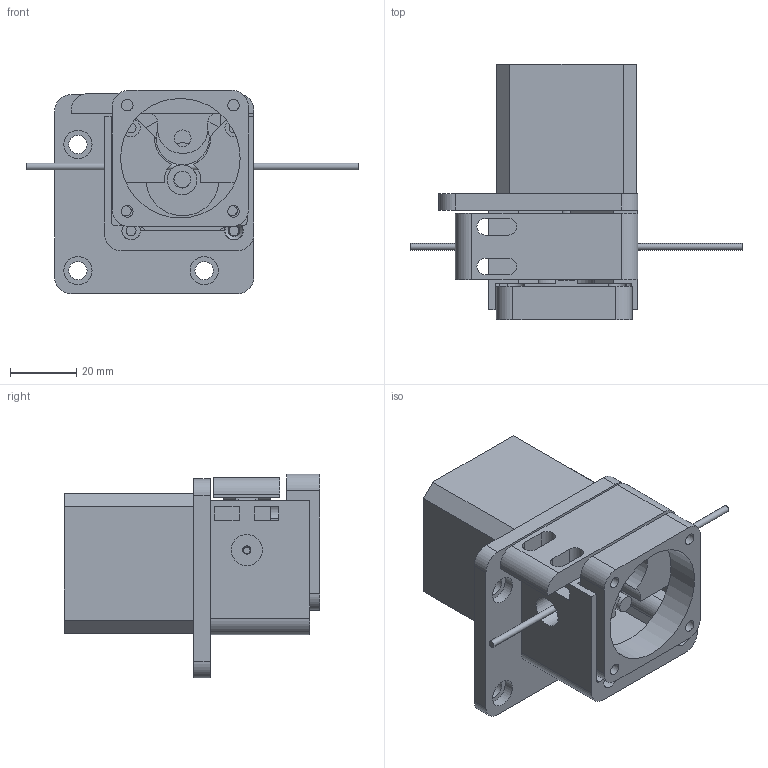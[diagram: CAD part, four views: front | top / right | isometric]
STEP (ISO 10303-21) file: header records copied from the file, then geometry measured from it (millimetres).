
FILE_DESCRIPTION(('FreeCAD Model'),'2;1');
FILE_NAME( 'extrusor.step', '2014-09-07T22:38:04',('FreeCAD'),('FreeCAD'), 'Open CASCADE STEP processor 6.7','FreeCAD','Unknown');
FILE_SCHEMA(('AUTOMOTIVE_DESIGN_CC2 { 1 2 10303 214 -1 1 5 4 }'));
Length unit declared in the file: millimetre
Products named in the file (8): 625ZZ; mk009; ventilador40mm; refinado002; Filamento; refinado; refinado001; NEMA17
Bounding box: 100 x 77 x 61.35 mm (x, y, z)
Volume: 118333 mm3; surface area: 40156.6 mm2
Topology: 8 solids, 8 shells, 203 faces, 529 edges, 353 vertices
Faces by surface type: plane 115, cylinder 82, bspline 3, cone 2, torus 1
Full cylindrical faces by diameter (mm): 2 x1, 2.5 x2, 3 x11, 3.5 x9, 5 x5, 5.5 x7, 8.5 x3, 9 x2, 9.4 x1, 16 x1, 22 x1, 36 x1
Entity records: 17125 total; most frequent: CARTESIAN_POINT 6360, DIRECTION 1953, LINE 1144, VECTOR 1144, ORIENTED_EDGE 1058, PCURVE 1058, DEFINITIONAL_REPRESENTATION 1058, EDGE_CURVE 529
